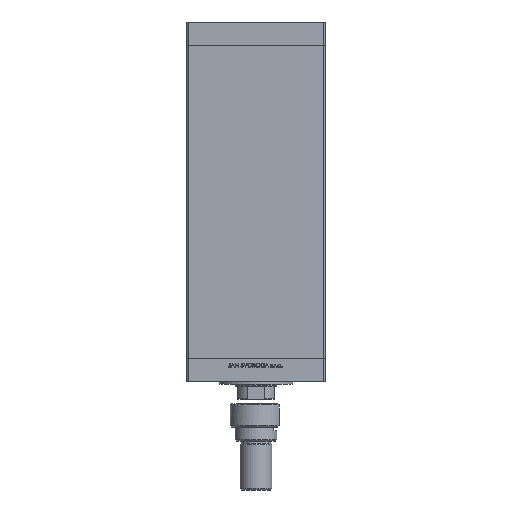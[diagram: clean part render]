
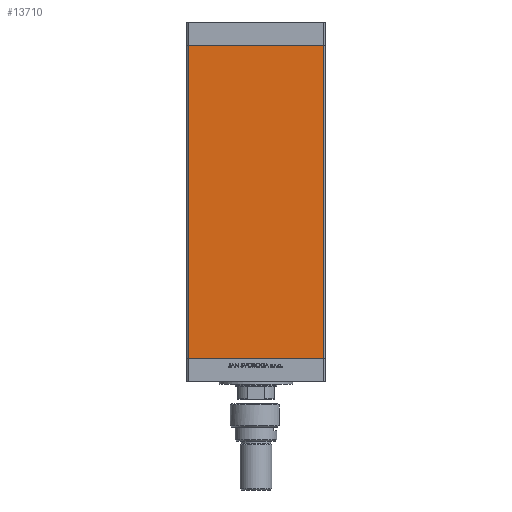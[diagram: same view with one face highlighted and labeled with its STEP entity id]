
A CAD part, front view. The second image highlights one B-rep face of the part: STEP entity #13710.
In plain terms, the highlighted planar face has unit normal (0, -1, 0).
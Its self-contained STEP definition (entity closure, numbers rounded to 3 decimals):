
#267 = LINE ( 'NONE', #16164, #23783 ) ;
#415 = FACE_OUTER_BOUND ( 'NONE', #35943, .T. ) ;
#4728 = ORIENTED_EDGE ( 'NONE', *, *, #28669, .F. ) ;
#5518 = DIRECTION ( 'NONE',  ( 0., 0., 1. ) ) ;
#6247 = EDGE_CURVE ( 'NONE', #32095, #31319, #32384, .T. ) ;
#7341 = CARTESIAN_POINT ( 'NONE',  ( -58., -51., 268.5 ) ) ;
#7595 = DIRECTION ( 'NONE',  ( 0., 0., -1. ) ) ;
#9393 = ORIENTED_EDGE ( 'NONE', *, *, #40314, .T. ) ;
#10673 = EDGE_CURVE ( 'NONE', #53195, #28725, #41610, .T. ) ;
#11467 = LINE ( 'NONE', #48926, #18961 ) ;
#13710 = ADVANCED_FACE ( 'NONE', ( #415 ), #50001, .F. ) ;
#16164 = CARTESIAN_POINT ( 'NONE',  ( -58., -51., 268.5 ) ) ;
#17495 = CARTESIAN_POINT ( 'NONE',  ( 58., -51., 0. ) ) ;
#18961 = VECTOR ( 'NONE', #36259, 1000. ) ;
#19050 = VECTOR ( 'NONE', #7595, 1000. ) ;
#20820 = VECTOR ( 'NONE', #37568, 1000. ) ;
#22073 = DIRECTION ( 'NONE',  ( 1., 0., 0. ) ) ;
#23783 = VECTOR ( 'NONE', #22073, 1000. ) ;
#28669 = EDGE_CURVE ( 'NONE', #32095, #53195, #267, .T. ) ;
#28725 = VERTEX_POINT ( 'NONE', #17495 ) ;
#29748 = CARTESIAN_POINT ( 'NONE',  ( 58., -51., 268.5 ) ) ;
#31319 = VERTEX_POINT ( 'NONE', #44059 ) ;
#32095 = VERTEX_POINT ( 'NONE', #34927 ) ;
#32384 = LINE ( 'NONE', #7341, #19050 ) ;
#34927 = CARTESIAN_POINT ( 'NONE',  ( -58., -51., 268.5 ) ) ;
#35943 = EDGE_LOOP ( 'NONE', ( #9393, #51441, #4728, #47085 ) ) ;
#36259 = DIRECTION ( 'NONE',  ( 1., 0., 0. ) ) ;
#37337 = DIRECTION ( 'NONE',  ( 0., 1., 0. ) ) ;
#37568 = DIRECTION ( 'NONE',  ( 0., 0., -1. ) ) ;
#40314 = EDGE_CURVE ( 'NONE', #31319, #28725, #11467, .T. ) ;
#41610 = LINE ( 'NONE', #29748, #20820 ) ;
#41668 = CARTESIAN_POINT ( 'NONE',  ( 58., -51., 268.5 ) ) ;
#44059 = CARTESIAN_POINT ( 'NONE',  ( -58., -51., 0. ) ) ;
#47085 = ORIENTED_EDGE ( 'NONE', *, *, #6247, .T. ) ;
#47600 = AXIS2_PLACEMENT_3D ( 'NONE', #49734, #37337, #5518 ) ;
#48926 = CARTESIAN_POINT ( 'NONE',  ( -58., -51., 0. ) ) ;
#49734 = CARTESIAN_POINT ( 'NONE',  ( -58., -51., 268.5 ) ) ;
#50001 = PLANE ( 'NONE',  #47600 ) ;
#51441 = ORIENTED_EDGE ( 'NONE', *, *, #10673, .F. ) ;
#53195 = VERTEX_POINT ( 'NONE', #41668 ) ;
